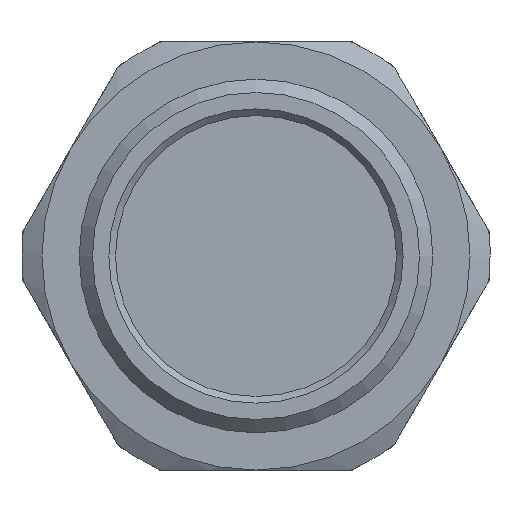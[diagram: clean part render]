
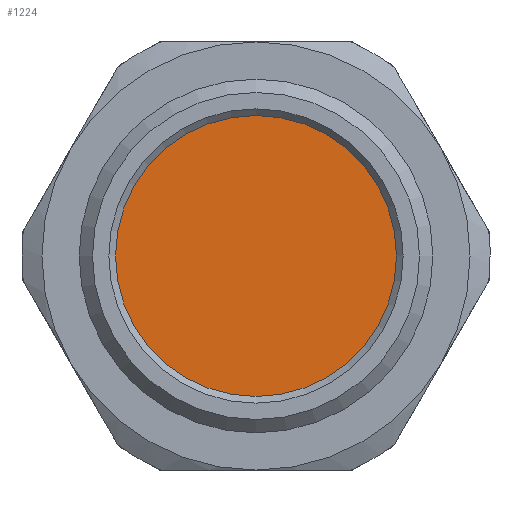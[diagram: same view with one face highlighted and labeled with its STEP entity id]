
A CAD part, front view. The second image highlights one B-rep face of the part: STEP entity #1224.
In plain terms, the highlighted planar face has unit normal (0, -1, 0).
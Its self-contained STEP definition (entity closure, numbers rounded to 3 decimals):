
#257=FACE_OUTER_BOUND('',#339,.T.);
#339=EDGE_LOOP('',(#800));
#427=CIRCLE('',#1331,10.5);
#486=VERTEX_POINT('',#1814);
#607=EDGE_CURVE('',#486,#486,#427,.T.);
#800=ORIENTED_EDGE('',*,*,#607,.T.);
#1185=PLANE('',#1330);
#1224=ADVANCED_FACE('',(#257),#1185,.F.);
#1330=AXIS2_PLACEMENT_3D('',#1813,#1475,#1476);
#1331=AXIS2_PLACEMENT_3D('',#1815,#1477,#1478);
#1475=DIRECTION('center_axis',(0.,1.,0.));
#1476=DIRECTION('ref_axis',(0.,0.,1.));
#1477=DIRECTION('center_axis',(0.,-1.,0.));
#1478=DIRECTION('ref_axis',(-1.,0.,0.));
#1813=CARTESIAN_POINT('Origin',(0.,12.5,0.));
#1814=CARTESIAN_POINT('',(10.5,12.5,0.));
#1815=CARTESIAN_POINT('Origin',(0.,12.5,0.));
